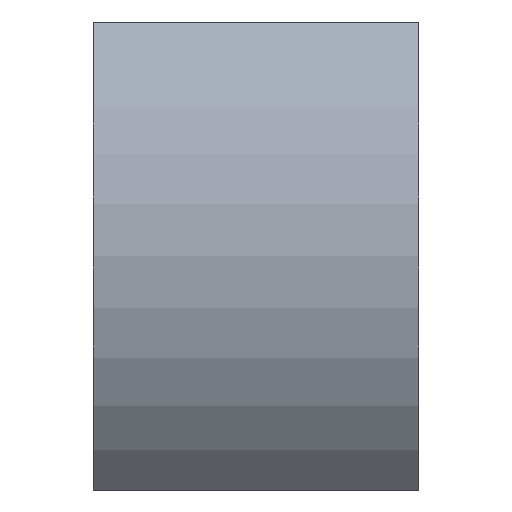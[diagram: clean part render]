
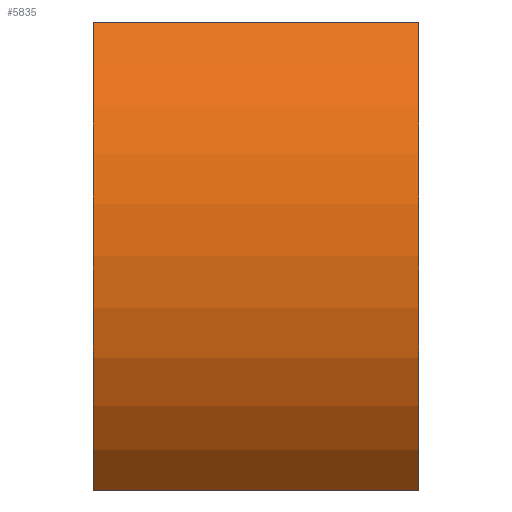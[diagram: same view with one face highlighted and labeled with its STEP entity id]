
A CAD part, top view. The second image highlights one B-rep face of the part: STEP entity #5835.
In plain terms, the highlighted cylindrical face has radius 127 mm (diameter 254 mm), a partial arc.
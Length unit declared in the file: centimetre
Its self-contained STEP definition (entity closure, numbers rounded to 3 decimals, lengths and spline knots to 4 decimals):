
#146=CYLINDRICAL_SURFACE('',#6271,12.7);
#473=LINE('',#10520,#964);
#590=LINE('',#11606,#1081);
#964=VECTOR('',#6935,1.);
#1081=VECTOR('',#7392,1.);
#1611=FACE_OUTER_BOUND('',#1950,.T.);
#1950=EDGE_LOOP('',(#5416,#5417,#5418,#5419));
#2091=CIRCLE('',#6237,12.7);
#2093=CIRCLE('',#6254,12.7);
#2665=VERTEX_POINT('',#10517);
#2666=VERTEX_POINT('',#10519);
#2792=VERTEX_POINT('',#11603);
#2793=VERTEX_POINT('',#11605);
#3378=EDGE_CURVE('',#2666,#2665,#473,.T.);
#3606=EDGE_CURVE('',#2792,#2793,#590,.T.);
#3653=EDGE_CURVE('',#2793,#2665,#2091,.T.);
#3679=EDGE_CURVE('',#2792,#2666,#2093,.T.);
#5416=ORIENTED_EDGE('',*,*,#3679,.T.);
#5417=ORIENTED_EDGE('',*,*,#3378,.T.);
#5418=ORIENTED_EDGE('',*,*,#3653,.F.);
#5419=ORIENTED_EDGE('',*,*,#3606,.F.);
#5835=ADVANCED_FACE('',(#1611),#146,.T.);
#6237=AXIS2_PLACEMENT_3D('',#11751,#7504,#7505);
#6254=AXIS2_PLACEMENT_3D('',#11805,#7562,#7563);
#6271=AXIS2_PLACEMENT_3D('',#11838,#7607,#7608);
#6935=DIRECTION('',(1.,0.,0.));
#7392=DIRECTION('',(1.,0.,0.));
#7504=DIRECTION('center_axis',(1.,0.,0.));
#7505=DIRECTION('ref_axis',(0.,1.,0.));
#7562=DIRECTION('center_axis',(1.,0.,0.));
#7563=DIRECTION('ref_axis',(0.,1.,0.));
#7607=DIRECTION('center_axis',(1.,0.,0.));
#7608=DIRECTION('ref_axis',(0.,1.,0.));
#10517=CARTESIAN_POINT('',(12.5,-8.9803,8.9803));
#10519=CARTESIAN_POINT('',(0.,-8.9803,8.9803));
#10520=CARTESIAN_POINT('',(0.,-8.9803,8.9803));
#11603=CARTESIAN_POINT('',(0.,8.9803,8.9803));
#11605=CARTESIAN_POINT('',(12.5,8.9803,8.9803));
#11606=CARTESIAN_POINT('',(0.,8.9803,8.9803));
#11751=CARTESIAN_POINT('Origin',(12.5,0.,0.));
#11805=CARTESIAN_POINT('Origin',(0.,0.,0.));
#11838=CARTESIAN_POINT('Origin',(0.,0.,0.));
